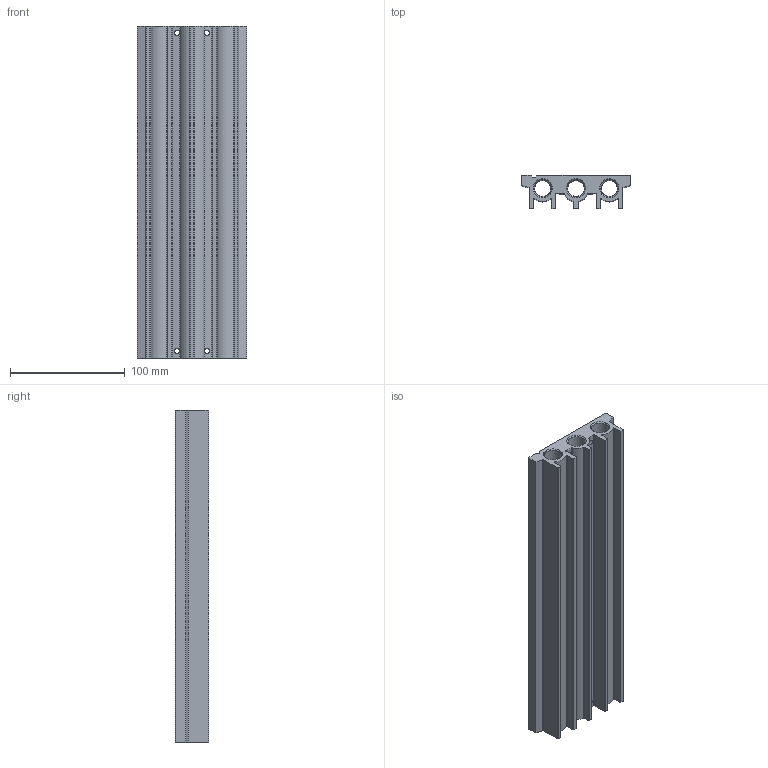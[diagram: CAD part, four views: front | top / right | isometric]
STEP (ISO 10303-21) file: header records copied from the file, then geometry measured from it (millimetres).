
FILE_DESCRIPTION(/* description */ ('STEP AP214'),/* implementation_level */ '2;1');
FILE_NAME(/* name */ '574465_VABM-L1-18S-G38-14',/* time_stamp */ '2024-09-16T02:23:03+02:00',/* author */ ('License CC BY-ND 4.0'),/* organization */ ('CADENAS'),/* preprocessor_version */ 'ST-DEVELOPER v19.3',/* originating_system */ 'PARTsolutions',/* authorisation */ ' ');
FILE_SCHEMA (('AUTOMOTIVE_DESIGN {1 0 10303 214 3 1 1}'));
Length unit declared in the file: millimetre
Products named in the file (2): 574465 VABM-L1-18S-G38-14; 574465 VABM-L1-18S-G38-14---(L1-P)
Assembly tree (1 placements, depth 2):
  574465 VABM-L1-18S-G38-14
    574465 VABM-L1-18S-G38-14---(L1-P)
Bounding box: 95.6 x 29 x 289 mm (x, y, z)
Volume: 399445.1 mm3; surface area: 142174.2 mm2
Topology: 1 solids, 1 shells, 311 faces, 996 edges, 651 vertices
Faces by surface type: cylinder 137, cone 96, plane 78
Full cylindrical faces by diameter (mm): 2.459 x28, 4.5 x4, 9 x42, 14.15 x3, 14.95 x6
Entity records: 9677 total; most frequent: CARTESIAN_POINT 2381, DIRECTION 1470, ORIENTED_EDGE 1256, EDGE_CURVE 628, FACE_BOUND 622, AXIS2_PLACEMENT_3D 603, EDGE_LOOP 566, VERTEX_POINT 532
